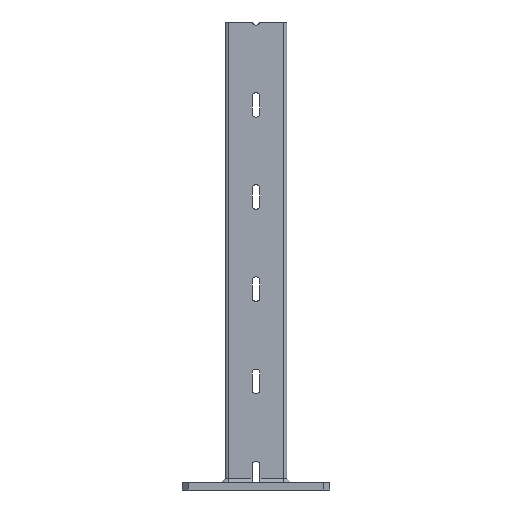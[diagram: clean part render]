
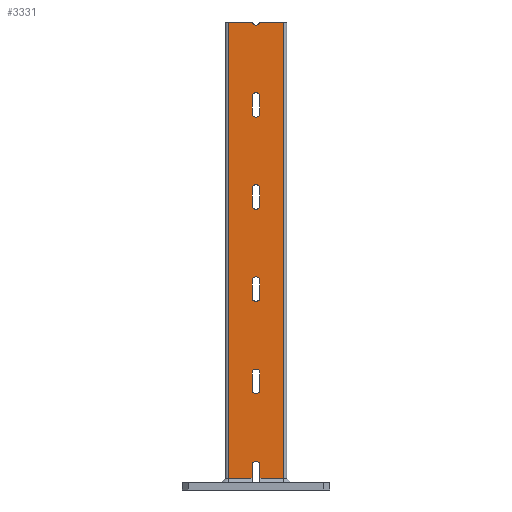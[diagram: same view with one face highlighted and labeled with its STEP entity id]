
A CAD part, left-side view. The second image highlights one B-rep face of the part: STEP entity #3331.
In plain terms, the highlighted planar face has unit normal (-1, 0, 0).
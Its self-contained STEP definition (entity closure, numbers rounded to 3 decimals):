
#75=CARTESIAN_POINT('',(-50.,6.5,19.));
#76=VERTEX_POINT('',#75);
#83=CARTESIAN_POINT('',(-50.,45.5,19.));
#84=VERTEX_POINT('',#83);
#85=CARTESIAN_POINT('',(-50.,45.5,19.));
#86=DIRECTION('',(0.0,-1.0,0.0));
#87=VECTOR('',#86,39.);
#88=LINE('',#85,#87);
#89=EDGE_CURVE('',#84,#76,#88,.T.);
#646=CARTESIAN_POINT('',(-50.,-45.5,19.));
#647=VERTEX_POINT('',#646);
#656=CARTESIAN_POINT('',(-50.,-6.5,19.));
#657=VERTEX_POINT('',#656);
#658=CARTESIAN_POINT('',(-50.,-6.5,19.));
#659=DIRECTION('',(0.0,-1.0,0.0));
#660=VECTOR('',#659,39.);
#661=LINE('',#658,#660);
#662=EDGE_CURVE('',#657,#647,#661,.T.);
#2581=CARTESIAN_POINT('',(-50.,45.5,762.0));
#2582=VERTEX_POINT('',#2581);
#2583=CARTESIAN_POINT('',(-50.,45.5,19.));
#2584=DIRECTION('',(0.0,0.0,1.0));
#2585=VECTOR('',#2584,743.0);
#2586=LINE('',#2583,#2585);
#2587=EDGE_CURVE('',#84,#2582,#2586,.T.);
#3087=CARTESIAN_POINT('',(-50.,-45.5,762.0));
#3088=VERTEX_POINT('',#3087);
#3096=CARTESIAN_POINT('',(-50.,-45.5,19.));
#3097=DIRECTION('',(0.0,0.0,1.0));
#3098=VECTOR('',#3097,743.0);
#3099=LINE('',#3096,#3098);
#3100=EDGE_CURVE('',#647,#3088,#3099,.T.);
#3130=CARTESIAN_POINT('',(-50.,-45.5,0.));
#3131=DIRECTION('',(-1.0,0.0,0.0));
#3132=DIRECTION('',(0.0,-1.0,0.0));
#3133=AXIS2_PLACEMENT_3D('',#3130,#3131,#3132);
#3134=PLANE('',#3133);
#3135=ORIENTED_EDGE('',*,*,#89,.T.);
#3136=CARTESIAN_POINT('',(-50.,6.5,40.5));
#3137=VERTEX_POINT('',#3136);
#3138=CARTESIAN_POINT('',(-50.,6.5,19.));
#3139=DIRECTION('',(0.0,0.0,1.0));
#3140=VECTOR('',#3139,21.5);
#3141=LINE('',#3138,#3140);
#3142=EDGE_CURVE('',#76,#3137,#3141,.T.);
#3143=ORIENTED_EDGE('',*,*,#3142,.T.);
#3144=CARTESIAN_POINT('',(-50.,-6.5,40.5));
#3145=VERTEX_POINT('',#3144);
#3146=CARTESIAN_POINT('',(-50.,0.,40.5));
#3147=DIRECTION('',(1.0,0.0,0.0));
#3148=DIRECTION('',(0.0,-1.0,0.0));
#3149=AXIS2_PLACEMENT_3D('',#3146,#3147,#3148);
#3150=CIRCLE('',#3149,6.5);
#3151=EDGE_CURVE('',#3137,#3145,#3150,.T.);
#3152=ORIENTED_EDGE('',*,*,#3151,.T.);
#3153=CARTESIAN_POINT('',(-50.,-6.5,40.5));
#3154=DIRECTION('',(0.0,0.0,-1.0));
#3155=VECTOR('',#3154,21.5);
#3156=LINE('',#3153,#3155);
#3157=EDGE_CURVE('',#3145,#657,#3156,.T.);
#3158=ORIENTED_EDGE('',*,*,#3157,.T.);
#3159=ORIENTED_EDGE('',*,*,#662,.T.);
#3160=ORIENTED_EDGE('',*,*,#3100,.T.);
#3161=CARTESIAN_POINT('',(-50.,-6.325,762.0));
#3162=VERTEX_POINT('',#3161);
#3163=CARTESIAN_POINT('',(-50.,-45.5,762.0));
#3164=DIRECTION('',(0.0,1.0,0.0));
#3165=VECTOR('',#3164,39.175);
#3166=LINE('',#3163,#3165);
#3167=EDGE_CURVE('',#3088,#3162,#3166,.T.);
#3168=ORIENTED_EDGE('',*,*,#3167,.T.);
#3169=CARTESIAN_POINT('',(-50.,6.325,762.0));
#3170=VERTEX_POINT('',#3169);
#3171=CARTESIAN_POINT('',(-50.,0.,763.5));
#3172=DIRECTION('',(1.0,0.0,0.0));
#3173=DIRECTION('',(0.0,1.0,0.0));
#3174=AXIS2_PLACEMENT_3D('',#3171,#3172,#3173);
#3175=CIRCLE('',#3174,6.5);
#3176=EDGE_CURVE('',#3162,#3170,#3175,.T.);
#3177=ORIENTED_EDGE('',*,*,#3176,.T.);
#3178=CARTESIAN_POINT('',(-50.,6.325,762.0));
#3179=DIRECTION('',(0.0,1.0,0.0));
#3180=VECTOR('',#3179,39.175);
#3181=LINE('',#3178,#3180);
#3182=EDGE_CURVE('',#3170,#2582,#3181,.T.);
#3183=ORIENTED_EDGE('',*,*,#3182,.T.);
#3184=ORIENTED_EDGE('',*,*,#2587,.F.);
#3185=EDGE_LOOP('',(#3135,#3143,#3152,#3158,#3159,#3160,#3168,#3177,#3183,#3184));
#3186=FACE_OUTER_BOUND('',#3185,.T.);
#3187=CARTESIAN_POINT('',(-50.,-6.5,613.5));
#3188=VERTEX_POINT('',#3187);
#3189=CARTESIAN_POINT('',(-50.,6.5,613.5));
#3190=VERTEX_POINT('',#3189);
#3191=CARTESIAN_POINT('',(-50.,0.,613.5));
#3192=DIRECTION('',(1.0,0.0,0.0));
#3193=DIRECTION('',(0.0,1.0,0.0));
#3194=AXIS2_PLACEMENT_3D('',#3191,#3192,#3193);
#3195=CIRCLE('',#3194,6.5);
#3196=EDGE_CURVE('',#3188,#3190,#3195,.T.);
#3197=ORIENTED_EDGE('',*,*,#3196,.T.);
#3198=CARTESIAN_POINT('',(-50.,6.5,640.5));
#3199=VERTEX_POINT('',#3198);
#3200=CARTESIAN_POINT('',(-50.,6.5,613.5));
#3201=DIRECTION('',(0.0,0.0,1.0));
#3202=VECTOR('',#3201,27.0);
#3203=LINE('',#3200,#3202);
#3204=EDGE_CURVE('',#3190,#3199,#3203,.T.);
#3205=ORIENTED_EDGE('',*,*,#3204,.T.);
#3206=CARTESIAN_POINT('',(-50.,-6.5,640.5));
#3207=VERTEX_POINT('',#3206);
#3208=CARTESIAN_POINT('',(-50.,0.,640.5));
#3209=DIRECTION('',(1.0,0.0,0.0));
#3210=DIRECTION('',(0.0,-1.0,0.0));
#3211=AXIS2_PLACEMENT_3D('',#3208,#3209,#3210);
#3212=CIRCLE('',#3211,6.5);
#3213=EDGE_CURVE('',#3199,#3207,#3212,.T.);
#3214=ORIENTED_EDGE('',*,*,#3213,.T.);
#3215=CARTESIAN_POINT('',(-50.,-6.5,640.5));
#3216=DIRECTION('',(0.0,0.0,-1.0));
#3217=VECTOR('',#3216,27.0);
#3218=LINE('',#3215,#3217);
#3219=EDGE_CURVE('',#3207,#3188,#3218,.T.);
#3220=ORIENTED_EDGE('',*,*,#3219,.T.);
#3221=EDGE_LOOP('',(#3197,#3205,#3214,#3220));
#3222=FACE_BOUND('',#3221,.T.);
#3223=CARTESIAN_POINT('',(-50.,-6.5,463.5));
#3224=VERTEX_POINT('',#3223);
#3225=CARTESIAN_POINT('',(-50.,6.5,463.5));
#3226=VERTEX_POINT('',#3225);
#3227=CARTESIAN_POINT('',(-50.,0.,463.5));
#3228=DIRECTION('',(1.0,0.0,0.0));
#3229=DIRECTION('',(0.0,1.0,0.0));
#3230=AXIS2_PLACEMENT_3D('',#3227,#3228,#3229);
#3231=CIRCLE('',#3230,6.5);
#3232=EDGE_CURVE('',#3224,#3226,#3231,.T.);
#3233=ORIENTED_EDGE('',*,*,#3232,.T.);
#3234=CARTESIAN_POINT('',(-50.,6.5,490.5));
#3235=VERTEX_POINT('',#3234);
#3236=CARTESIAN_POINT('',(-50.,6.5,463.5));
#3237=DIRECTION('',(0.0,0.0,1.0));
#3238=VECTOR('',#3237,27.);
#3239=LINE('',#3236,#3238);
#3240=EDGE_CURVE('',#3226,#3235,#3239,.T.);
#3241=ORIENTED_EDGE('',*,*,#3240,.T.);
#3242=CARTESIAN_POINT('',(-50.,-6.5,490.5));
#3243=VERTEX_POINT('',#3242);
#3244=CARTESIAN_POINT('',(-50.,0.,490.5));
#3245=DIRECTION('',(1.0,0.0,0.0));
#3246=DIRECTION('',(0.0,-1.0,0.0));
#3247=AXIS2_PLACEMENT_3D('',#3244,#3245,#3246);
#3248=CIRCLE('',#3247,6.5);
#3249=EDGE_CURVE('',#3235,#3243,#3248,.T.);
#3250=ORIENTED_EDGE('',*,*,#3249,.T.);
#3251=CARTESIAN_POINT('',(-50.,-6.5,490.5));
#3252=DIRECTION('',(0.0,0.0,-1.0));
#3253=VECTOR('',#3252,27.0);
#3254=LINE('',#3251,#3253);
#3255=EDGE_CURVE('',#3243,#3224,#3254,.T.);
#3256=ORIENTED_EDGE('',*,*,#3255,.T.);
#3257=EDGE_LOOP('',(#3233,#3241,#3250,#3256));
#3258=FACE_BOUND('',#3257,.T.);
#3259=CARTESIAN_POINT('',(-50.,-6.5,313.5));
#3260=VERTEX_POINT('',#3259);
#3261=CARTESIAN_POINT('',(-50.,6.5,313.5));
#3262=VERTEX_POINT('',#3261);
#3263=CARTESIAN_POINT('',(-50.,0.,313.5));
#3264=DIRECTION('',(1.0,0.0,0.0));
#3265=DIRECTION('',(0.0,1.0,0.0));
#3266=AXIS2_PLACEMENT_3D('',#3263,#3264,#3265);
#3267=CIRCLE('',#3266,6.5);
#3268=EDGE_CURVE('',#3260,#3262,#3267,.T.);
#3269=ORIENTED_EDGE('',*,*,#3268,.T.);
#3270=CARTESIAN_POINT('',(-50.,6.5,340.5));
#3271=VERTEX_POINT('',#3270);
#3272=CARTESIAN_POINT('',(-50.,6.5,313.5));
#3273=DIRECTION('',(0.0,0.0,1.0));
#3274=VECTOR('',#3273,27.0);
#3275=LINE('',#3272,#3274);
#3276=EDGE_CURVE('',#3262,#3271,#3275,.T.);
#3277=ORIENTED_EDGE('',*,*,#3276,.T.);
#3278=CARTESIAN_POINT('',(-50.,-6.5,340.5));
#3279=VERTEX_POINT('',#3278);
#3280=CARTESIAN_POINT('',(-50.,0.,340.5));
#3281=DIRECTION('',(1.0,0.0,0.0));
#3282=DIRECTION('',(0.0,-1.0,0.0));
#3283=AXIS2_PLACEMENT_3D('',#3280,#3281,#3282);
#3284=CIRCLE('',#3283,6.5);
#3285=EDGE_CURVE('',#3271,#3279,#3284,.T.);
#3286=ORIENTED_EDGE('',*,*,#3285,.T.);
#3287=CARTESIAN_POINT('',(-50.,-6.5,340.5));
#3288=DIRECTION('',(0.0,0.0,-1.0));
#3289=VECTOR('',#3288,27.0);
#3290=LINE('',#3287,#3289);
#3291=EDGE_CURVE('',#3279,#3260,#3290,.T.);
#3292=ORIENTED_EDGE('',*,*,#3291,.T.);
#3293=EDGE_LOOP('',(#3269,#3277,#3286,#3292));
#3294=FACE_BOUND('',#3293,.T.);
#3295=CARTESIAN_POINT('',(-50.,-6.5,163.5));
#3296=VERTEX_POINT('',#3295);
#3297=CARTESIAN_POINT('',(-50.,6.5,163.5));
#3298=VERTEX_POINT('',#3297);
#3299=CARTESIAN_POINT('',(-50.,0.,163.5));
#3300=DIRECTION('',(1.0,0.0,0.0));
#3301=DIRECTION('',(0.0,1.0,0.0));
#3302=AXIS2_PLACEMENT_3D('',#3299,#3300,#3301);
#3303=CIRCLE('',#3302,6.5);
#3304=EDGE_CURVE('',#3296,#3298,#3303,.T.);
#3305=ORIENTED_EDGE('',*,*,#3304,.T.);
#3306=CARTESIAN_POINT('',(-50.,6.5,190.5));
#3307=VERTEX_POINT('',#3306);
#3308=CARTESIAN_POINT('',(-50.,6.5,163.5));
#3309=DIRECTION('',(0.0,0.0,1.0));
#3310=VECTOR('',#3309,27.0);
#3311=LINE('',#3308,#3310);
#3312=EDGE_CURVE('',#3298,#3307,#3311,.T.);
#3313=ORIENTED_EDGE('',*,*,#3312,.T.);
#3314=CARTESIAN_POINT('',(-50.,-6.5,190.5));
#3315=VERTEX_POINT('',#3314);
#3316=CARTESIAN_POINT('',(-50.,0.,190.5));
#3317=DIRECTION('',(1.0,0.0,0.0));
#3318=DIRECTION('',(0.0,-1.0,0.0));
#3319=AXIS2_PLACEMENT_3D('',#3316,#3317,#3318);
#3320=CIRCLE('',#3319,6.5);
#3321=EDGE_CURVE('',#3307,#3315,#3320,.T.);
#3322=ORIENTED_EDGE('',*,*,#3321,.T.);
#3323=CARTESIAN_POINT('',(-50.,-6.5,190.5));
#3324=DIRECTION('',(0.0,0.0,-1.0));
#3325=VECTOR('',#3324,27.0);
#3326=LINE('',#3323,#3325);
#3327=EDGE_CURVE('',#3315,#3296,#3326,.T.);
#3328=ORIENTED_EDGE('',*,*,#3327,.T.);
#3329=EDGE_LOOP('',(#3305,#3313,#3322,#3328));
#3330=FACE_BOUND('',#3329,.T.);
#3331=ADVANCED_FACE('',(#3186,#3222,#3258,#3294,#3330),#3134,.T.);
